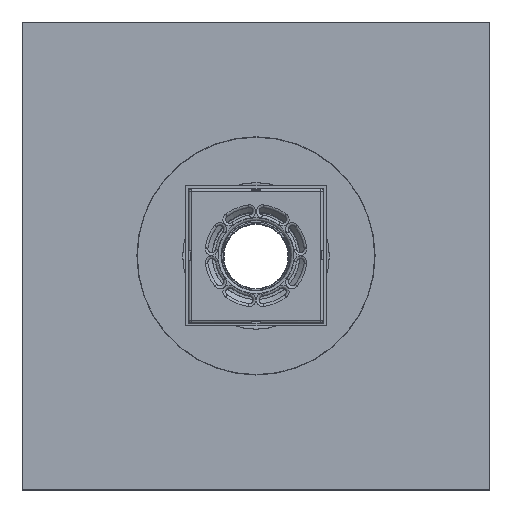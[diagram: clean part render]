
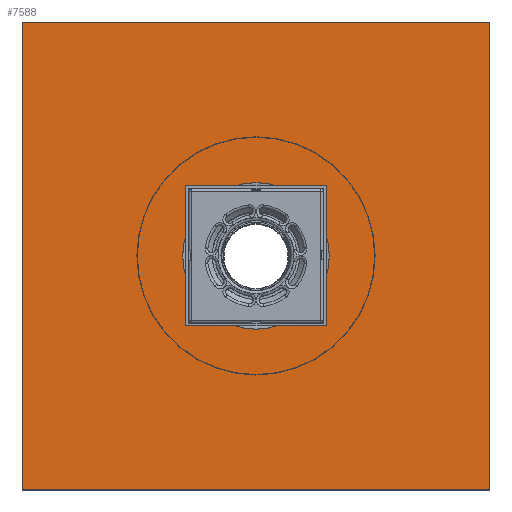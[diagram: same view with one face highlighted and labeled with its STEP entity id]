
A CAD part, top view. The second image highlights one B-rep face of the part: STEP entity #7588.
In plain terms, the highlighted planar face has unit normal (0, 0, 1).
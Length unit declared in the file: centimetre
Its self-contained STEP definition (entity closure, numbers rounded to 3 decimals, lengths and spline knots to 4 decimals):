
#575=FACE_BOUND('',#1686,.T.);
#1072=FACE_OUTER_BOUND('',#1685,.T.);
#1685=EDGE_LOOP('',(#6764,#6765,#6766,#6767));
#1686=EDGE_LOOP('',(#6768));
#2393=CIRCLE('',#9668,78.2516);
#3160=VERTEX_POINT('',#15532);
#3162=VERTEX_POINT('',#15536);
#3163=VERTEX_POINT('',#15540);
#3165=VERTEX_POINT('',#15543);
#3184=VERTEX_POINT('',#15611);
#4349=EDGE_CURVE('',#3160,#3162,#8036,.T.);
#4351=EDGE_CURVE('',#3165,#3163,#8038,.T.);
#4354=EDGE_CURVE('',#3162,#3165,#8041,.T.);
#4357=EDGE_CURVE('',#3160,#3163,#8044,.T.);
#4385=EDGE_CURVE('',#3184,#3184,#2393,.T.);
#6764=ORIENTED_EDGE('',*,*,#4357,.F.);
#6765=ORIENTED_EDGE('',*,*,#4349,.T.);
#6766=ORIENTED_EDGE('',*,*,#4354,.T.);
#6767=ORIENTED_EDGE('',*,*,#4351,.T.);
#6768=ORIENTED_EDGE('',*,*,#4385,.T.);
#7091=PLANE('',#9671);
#7588=ADVANCED_FACE('',(#1072,#575),#7091,.T.);
#8036=LINE('',#15538,#8451);
#8038=LINE('',#15544,#8453);
#8041=LINE('',#15549,#8456);
#8044=LINE('',#15553,#8459);
#8451=VECTOR('',#12444,1.);
#8453=VECTOR('',#12448,1.);
#8456=VECTOR('',#12453,1.);
#8459=VECTOR('',#12458,1.);
#9668=AXIS2_PLACEMENT_3D('',#15612,#12532,#12533);
#9671=AXIS2_PLACEMENT_3D('',#15615,#12538,#12539);
#12444=DIRECTION('',(1.,0.,0.));
#12448=DIRECTION('',(-1.,0.,0.));
#12453=DIRECTION('',(0.,1.,0.));
#12458=DIRECTION('',(0.,1.,0.));
#12532=DIRECTION('center_axis',(0.,0.,-1.));
#12533=DIRECTION('ref_axis',(1.,0.,0.));
#12538=DIRECTION('center_axis',(0.,0.,1.));
#12539=DIRECTION('ref_axis',(0.,1.,0.));
#15532=CARTESIAN_POINT('',(-250.,-250.,378.129));
#15536=CARTESIAN_POINT('',(250.,-250.,378.129));
#15538=CARTESIAN_POINT('',(0.,-250.,378.129));
#15540=CARTESIAN_POINT('',(-250.,250.,378.129));
#15543=CARTESIAN_POINT('',(250.,250.,378.129));
#15544=CARTESIAN_POINT('',(0.,250.,378.129));
#15549=CARTESIAN_POINT('',(250.,0.,378.129));
#15553=CARTESIAN_POINT('',(-250.,0.,378.129));
#15611=CARTESIAN_POINT('',(0.,-78.2516,378.129));
#15612=CARTESIAN_POINT('Origin',(0.,0.,378.129));
#15615=CARTESIAN_POINT('Origin',(0.,0.,378.129));
